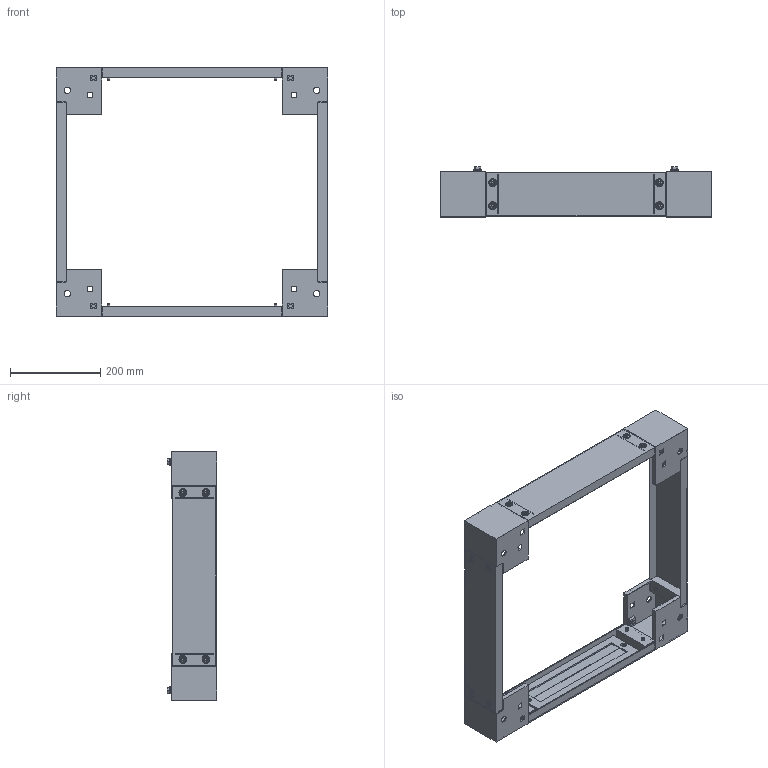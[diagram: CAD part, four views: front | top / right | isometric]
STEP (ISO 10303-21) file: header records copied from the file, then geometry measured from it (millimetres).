
FILE_DESCRIPTION (( 'STEP AP214' ), '1' );
FILE_NAME ('0396.6001.60.27.STEP', '2022-12-14T10:29:04', ( '' ), ( '' ), 'SwSTEP 2.0', 'SolidWorks 2019', '' );
FILE_SCHEMA (( 'AUTOMOTIVE_DESIGN' ));
Length unit declared in the file: millimetre
Products named in the file (7): SockelEckteilH100B; SockelBlendeH100B; SockelBlendeH100B_mitBuerste; 0396.6001.60.27; SockelLaengsteilH100B_0396-6001-00-27; SockelQuerteilH100B_0396-0001-60-17; SockelEckteilH100B_Rechts<Standard>
Assembly tree (10 placements, depth 3):
  0396.6001.60.27
    SockelLaengsteilH100B_0396-6001-00-27
      SockelEckteilH100B_Rechts<Standard>  x2
      SockelEckteilH100B  x2
      SockelBlendeH100B_mitBuerste
      SockelBlendeH100B
    SockelQuerteilH100B_0396-0001-60-17
      SockelBlendeH100B  x2
Bounding box: 601.2 x 110.6 x 551.2 mm (x, y, z)
Volume: 1060713.7 mm3; surface area: 954053.9 mm2
Topology: 37 solids, 37 shells, 946 faces, 2264 edges, 1464 vertices
Faces by surface type: plane 538, cylinder 212, cone 160, bspline 32, torus 4
Entity records: 17662 total; most frequent: CARTESIAN_POINT 3107, DIRECTION 2614, ORIENTED_EDGE 2476, EDGE_CURVE 1238, AXIS2_PLACEMENT_3D 891, LINE 832, VECTOR 832, VERTEX_POINT 800
